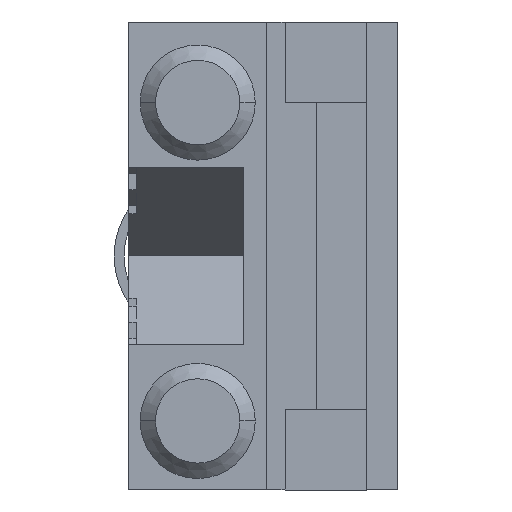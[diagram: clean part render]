
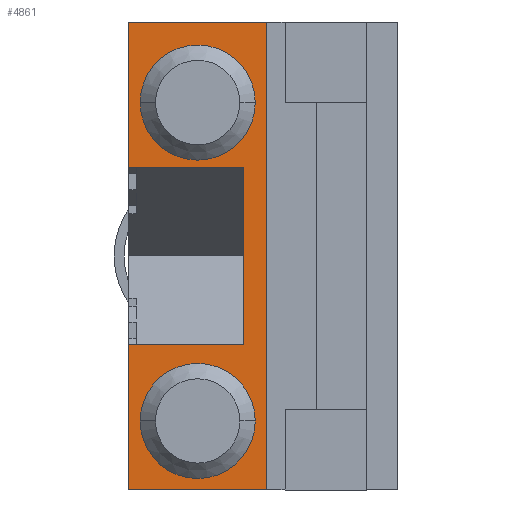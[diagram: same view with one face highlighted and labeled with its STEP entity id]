
A CAD part, left-side view. The second image highlights one B-rep face of the part: STEP entity #4861.
In plain terms, the highlighted face is planar.
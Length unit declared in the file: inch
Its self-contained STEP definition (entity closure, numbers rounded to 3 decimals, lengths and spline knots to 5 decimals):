
#289 = VERTEX_POINT ( 'NONE', #2684 ) ;
#308 = EDGE_CURVE ( 'NONE', #289, #1067, #2725, .T. ) ;
#492 = VERTEX_POINT ( 'NONE', #4118 ) ;
#550 = EDGE_CURVE ( 'NONE', #492, #289, #4233, .T. ) ;
#888 = VERTEX_POINT ( 'NONE', #4834 ) ;
#890 = VERTEX_POINT ( 'NONE', #4901 ) ;
#892 = EDGE_CURVE ( 'NONE', #888, #896, #4848, .T. ) ;
#896 = VERTEX_POINT ( 'NONE', #4882 ) ;
#897 = VERTEX_POINT ( 'NONE', #4894 ) ;
#968 = EDGE_CURVE ( 'NONE', #897, #890, #5010, .T. ) ;
#1067 = VERTEX_POINT ( 'NONE', #5243 ) ;
#1070 = VERTEX_POINT ( 'NONE', #5231 ) ;
#1116 = EDGE_CURVE ( 'NONE', #1070, #1067, #5339, .T. ) ;
#2684 = CARTESIAN_POINT ( 'NONE',  ( 0.75, 0.18, 0.305 ) ) ;
#2725 = LINE ( 'NONE', #2734, #2732 ) ;
#2731 = DIRECTION ( 'NONE',  ( 0., 0., -1. ) ) ;
#2732 = VECTOR ( 'NONE', #2731, 39.37008 ) ;
#2734 = CARTESIAN_POINT ( 'NONE',  ( 0.75, 0.18, 0.305 ) ) ;
#4118 = CARTESIAN_POINT ( 'NONE',  ( 0.75, 0., 0.305 ) ) ;
#4233 = LINE ( 'NONE', #4274, #4273 ) ;
#4272 = DIRECTION ( 'NONE',  ( 0., 1., 0. ) ) ;
#4273 = VECTOR ( 'NONE', #4272, 39.37008 ) ;
#4274 = CARTESIAN_POINT ( 'NONE',  ( 0.75, 0., 0.305 ) ) ;
#4532 = VERTEX_POINT ( 'NONE', #5980 ) ;
#4572 = EDGE_CURVE ( 'NONE', #4532, #1070, #6073, .T. ) ;
#4594 = EDGE_LOOP ( 'NONE', ( #4612, #4864, #4750, #4798, #4666, #4769, #4670, #4634 ) ) ;
#4595 = VERTEX_POINT ( 'NONE', #6099 ) ;
#4612 = ORIENTED_EDGE ( 'NONE', *, *, #4899, .F. ) ;
#4613 = VERTEX_POINT ( 'NONE', #6147 ) ;
#4615 = ORIENTED_EDGE ( 'NONE', *, *, #4639, .F. ) ;
#4623 = EDGE_CURVE ( 'NONE', #4613, #4532, #6182, .T. ) ;
#4626 = EDGE_LOOP ( 'NONE', ( #4615, #4847 ) ) ;
#4634 = ORIENTED_EDGE ( 'NONE', *, *, #4660, .F. ) ;
#4639 = EDGE_CURVE ( 'NONE', #896, #888, #6133, .T. ) ;
#4644 = EDGE_CURVE ( 'NONE', #890, #897, #6131, .T. ) ;
#4657 = ORIENTED_EDGE ( 'NONE', *, *, #4644, .F. ) ;
#4660 = EDGE_CURVE ( 'NONE', #4871, #4595, #6140, .T. ) ;
#4666 = ORIENTED_EDGE ( 'NONE', *, *, #308, .F. ) ;
#4670 = ORIENTED_EDGE ( 'NONE', *, *, #4794, .T. ) ;
#4750 = ORIENTED_EDGE ( 'NONE', *, *, #4572, .T. ) ;
#4769 = ORIENTED_EDGE ( 'NONE', *, *, #550, .F. ) ;
#4794 = EDGE_CURVE ( 'NONE', #492, #4595, #6212, .T. ) ;
#4798 = ORIENTED_EDGE ( 'NONE', *, *, #1116, .T. ) ;
#4834 = CARTESIAN_POINT ( 'NONE',  ( 0.75, 0.165, 0.2 ) ) ;
#4840 = CARTESIAN_POINT ( 'NONE',  ( 0.75, 0.09, 0.2 ) ) ;
#4841 = EDGE_LOOP ( 'NONE', ( #4657, #4895 ) ) ;
#4847 = ORIENTED_EDGE ( 'NONE', *, *, #892, .F. ) ;
#4848 = CIRCLE ( 'NONE', #4903, 0.075 ) ;
#4861 = ADVANCED_FACE ( 'NONE', ( #6190, #6163, #6207 ), #6187, .F. ) ;
#4864 = ORIENTED_EDGE ( 'NONE', *, *, #4623, .T. ) ;
#4871 = VERTEX_POINT ( 'NONE', #6194 ) ;
#4882 = CARTESIAN_POINT ( 'NONE',  ( 0.75, 0.015, 0.2 ) ) ;
#4887 = DIRECTION ( 'NONE',  ( 0., 0., 1. ) ) ;
#4888 = DIRECTION ( 'NONE',  ( 1., 0., 0. ) ) ;
#4894 = CARTESIAN_POINT ( 'NONE',  ( 0.75, 0.165, -0.215 ) ) ;
#4895 = ORIENTED_EDGE ( 'NONE', *, *, #968, .F. ) ;
#4899 = EDGE_CURVE ( 'NONE', #4613, #4871, #6257, .T. ) ;
#4901 = CARTESIAN_POINT ( 'NONE',  ( 0.75, 0.015, -0.215 ) ) ;
#4903 = AXIS2_PLACEMENT_3D ( 'NONE', #4840, #4888, #4887 ) ;
#4989 = AXIS2_PLACEMENT_3D ( 'NONE', #5046, #5037, #5036 ) ;
#5010 = CIRCLE ( 'NONE', #4989, 0.075 ) ;
#5036 = DIRECTION ( 'NONE',  ( 0., 0., 1. ) ) ;
#5037 = DIRECTION ( 'NONE',  ( 1., 0., 0. ) ) ;
#5046 = CARTESIAN_POINT ( 'NONE',  ( 0.75, 0.09, -0.215 ) ) ;
#5231 = CARTESIAN_POINT ( 'NONE',  ( 0.75, 0., -0.305 ) ) ;
#5243 = CARTESIAN_POINT ( 'NONE',  ( 0.75, 0.18, -0.305 ) ) ;
#5336 = VECTOR ( 'NONE', #5350, 39.37008 ) ;
#5339 = LINE ( 'NONE', #5351, #5336 ) ;
#5350 = DIRECTION ( 'NONE',  ( 0., 1., 0. ) ) ;
#5351 = CARTESIAN_POINT ( 'NONE',  ( 0.75, 0., -0.305 ) ) ;
#5980 = CARTESIAN_POINT ( 'NONE',  ( 0.75, 0., -0.115 ) ) ;
#6069 = DIRECTION ( 'NONE',  ( 0., 0., -1. ) ) ;
#6070 = VECTOR ( 'NONE', #6069, 39.37008 ) ;
#6071 = CARTESIAN_POINT ( 'NONE',  ( 0.75, 0., 0.305 ) ) ;
#6073 = LINE ( 'NONE', #6071, #6070 ) ;
#6099 = CARTESIAN_POINT ( 'NONE',  ( 0.75, 0., 0.115 ) ) ;
#6131 = CIRCLE ( 'NONE', #6183, 0.075 ) ;
#6133 = CIRCLE ( 'NONE', #6178, 0.075 ) ;
#6139 = CARTESIAN_POINT ( 'NONE',  ( 0.75, 0.15, 0.115 ) ) ;
#6140 = LINE ( 'NONE', #6139, #6167 ) ;
#6147 = CARTESIAN_POINT ( 'NONE',  ( 0.75, 0.15, -0.115 ) ) ;
#6163 = FACE_OUTER_BOUND ( 'NONE', #4594, .T. ) ;
#6164 = DIRECTION ( 'NONE',  ( 0., -1., 0. ) ) ;
#6165 = DIRECTION ( 'NONE',  ( 0., 0., 1. ) ) ;
#6166 = DIRECTION ( 'NONE',  ( 1., 0., 0. ) ) ;
#6167 = VECTOR ( 'NONE', #6164, 39.37008 ) ;
#6168 = DIRECTION ( 'NONE',  ( 0., 0., 1. ) ) ;
#6169 = DIRECTION ( 'NONE',  ( 1., 0., 0. ) ) ;
#6170 = CARTESIAN_POINT ( 'NONE',  ( 0.75, 0.09, 0.2 ) ) ;
#6172 = CARTESIAN_POINT ( 'NONE',  ( 0.75, 0.09, -0.215 ) ) ;
#6178 = AXIS2_PLACEMENT_3D ( 'NONE', #6170, #6169, #6168 ) ;
#6179 = DIRECTION ( 'NONE',  ( 0., -1., 0. ) ) ;
#6180 = VECTOR ( 'NONE', #6179, 39.37008 ) ;
#6181 = CARTESIAN_POINT ( 'NONE',  ( 0.75, 0.15, -0.115 ) ) ;
#6182 = LINE ( 'NONE', #6181, #6180 ) ;
#6183 = AXIS2_PLACEMENT_3D ( 'NONE', #6172, #6166, #6165 ) ;
#6187 = PLANE ( 'NONE',  #6203 ) ;
#6188 = CARTESIAN_POINT ( 'NONE',  ( 0.75, 0., 0.305 ) ) ;
#6190 = FACE_BOUND ( 'NONE', #4626, .T. ) ;
#6194 = CARTESIAN_POINT ( 'NONE',  ( 0.75, 0.15, 0.115 ) ) ;
#6196 = DIRECTION ( 'NONE',  ( -1., 0., 0. ) ) ;
#6203 = AXIS2_PLACEMENT_3D ( 'NONE', #6188, #6196, #6206 ) ;
#6206 = DIRECTION ( 'NONE',  ( 0., 0., 1. ) ) ;
#6207 = FACE_BOUND ( 'NONE', #4841, .T. ) ;
#6209 = DIRECTION ( 'NONE',  ( 0., 0., -1. ) ) ;
#6210 = VECTOR ( 'NONE', #6209, 39.37008 ) ;
#6211 = CARTESIAN_POINT ( 'NONE',  ( 0.75, 0., 0.305 ) ) ;
#6212 = LINE ( 'NONE', #6211, #6210 ) ;
#6253 = DIRECTION ( 'NONE',  ( 0., 0., 1. ) ) ;
#6254 = VECTOR ( 'NONE', #6253, 39.37008 ) ;
#6255 = CARTESIAN_POINT ( 'NONE',  ( 0.75, 0.15, -0.115 ) ) ;
#6257 = LINE ( 'NONE', #6255, #6254 ) ;
